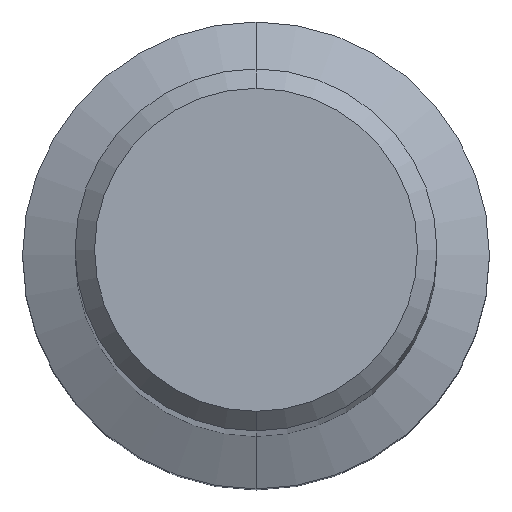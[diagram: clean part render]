
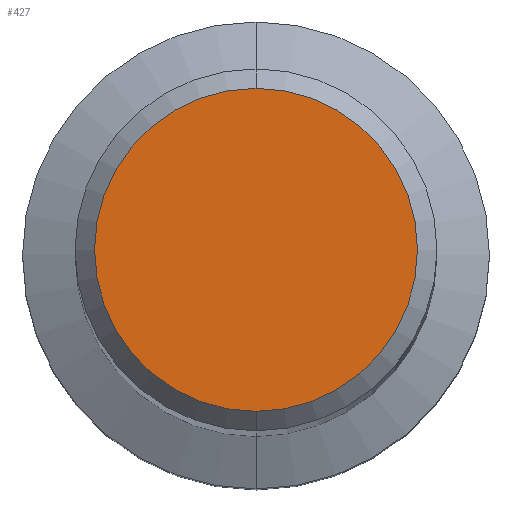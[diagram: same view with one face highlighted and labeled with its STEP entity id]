
A CAD part, top view. The second image highlights one B-rep face of the part: STEP entity #427.
In plain terms, the highlighted planar face has unit normal (0, 0, 1).
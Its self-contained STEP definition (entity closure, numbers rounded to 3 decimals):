
#227=EDGE_CURVE('',#501,#335,#586,.T.);
#335=VERTEX_POINT('',#706);
#427=ADVANCED_FACE('',(#807),#808,.T.);
#463=EDGE_CURVE('',#335,#501,#848,.T.);
#501=VERTEX_POINT('',#889);
#586=CIRCLE('',#985,4.15);
#706=CARTESIAN_POINT('',(0.,-4.15,0.0));
#807=FACE_OUTER_BOUND('',#1378,.T.);
#808=PLANE('',#1379);
#848=CIRCLE('',#1433,4.15);
#889=CARTESIAN_POINT('',(0.0,4.15,0.0));
#985=AXIS2_PLACEMENT_3D('',#1705,#1706,#1707);
#1378=EDGE_LOOP('',(#1950,#1951));
#1379=AXIS2_PLACEMENT_3D('',#1952,#1953,#1954);
#1433=AXIS2_PLACEMENT_3D('',#1989,#1990,#1991);
#1705=CARTESIAN_POINT('',(0.0,0.0,0.0));
#1706=DIRECTION('',(0.0,0.0,-1.0));
#1707=DIRECTION('',(0.0,1.0,0.0));
#1950=ORIENTED_EDGE('',*,*,#227,.F.);
#1951=ORIENTED_EDGE('',*,*,#463,.F.);
#1952=CARTESIAN_POINT('',(0.0,2.075,0.0));
#1953=DIRECTION('',(-0.0,0.0,1.0));
#1954=DIRECTION('',(0.0,-1.0,0.0));
#1989=CARTESIAN_POINT('',(0.0,0.0,0.0));
#1990=DIRECTION('',(0.0,0.0,-1.0));
#1991=DIRECTION('',(0.0,1.0,0.0));
